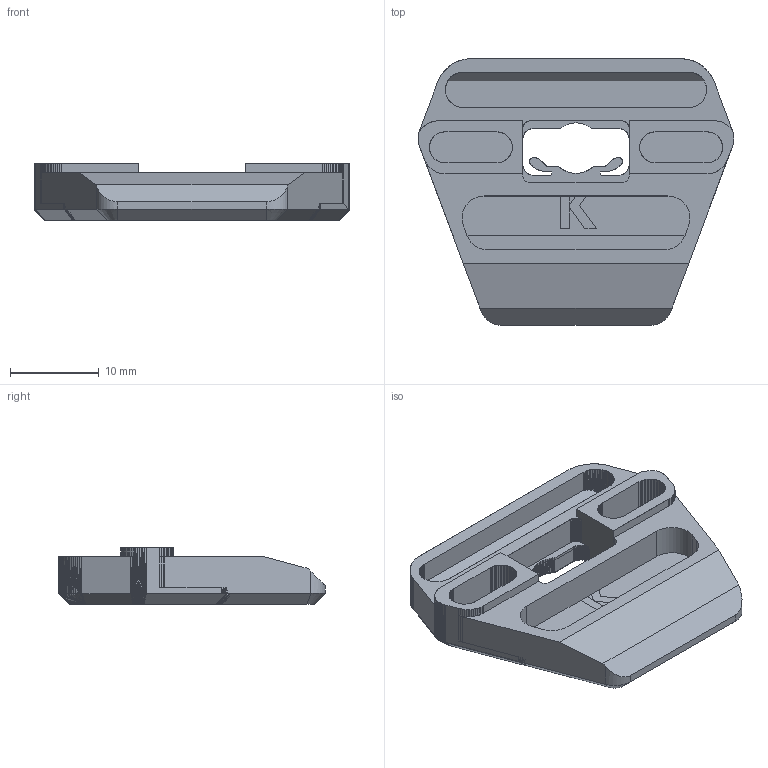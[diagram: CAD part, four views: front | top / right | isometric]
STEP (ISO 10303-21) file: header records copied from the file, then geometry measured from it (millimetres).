
FILE_DESCRIPTION(('STEP AP203'), '1');
FILE_NAME('Áîêîâàÿ_2020 (1)', '', ('UNSPECIFIED'), ('UNSPECIFIED'), 'C3D Converter', 'C3D Toolkit', '');
FILE_SCHEMA(('CONFIG_CONTROL_DESIGN'));
Length unit declared in the file: millimetre
Bounding box: 35.66 x 30.07 x 6.4 mm (x, y, z)
Volume: 4734.6 mm3; surface area: 5270.7 mm2
Topology: 2 solids, 2 shells, 2339 faces, 4562 edges, 2237 vertices
Faces by surface type: plane 2286, cylinder 35, cone 15, extrusion 3
Full cylindrical faces by diameter (mm): 2.499 x1, 2.505 x1
Entity records: 55985 total; most frequent: CARTESIAN_POINT 9718, DIRECTION 9306, ORIENTED_EDGE 9116, EDGE_CURVE 4558, VECTOR 4460, LINE 4457, AXIS2_PLACEMENT_3D 2423, VERTEX_POINT 2405
